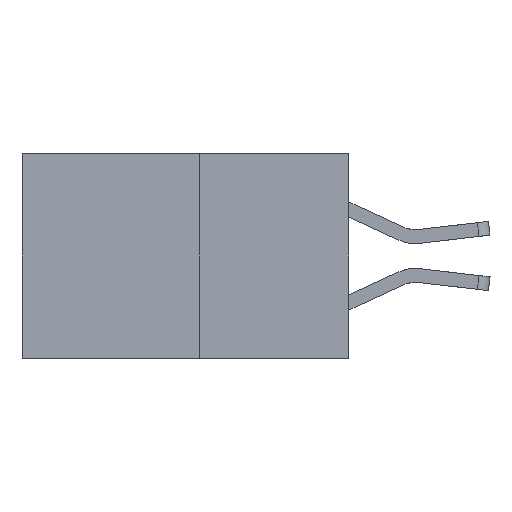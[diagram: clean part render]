
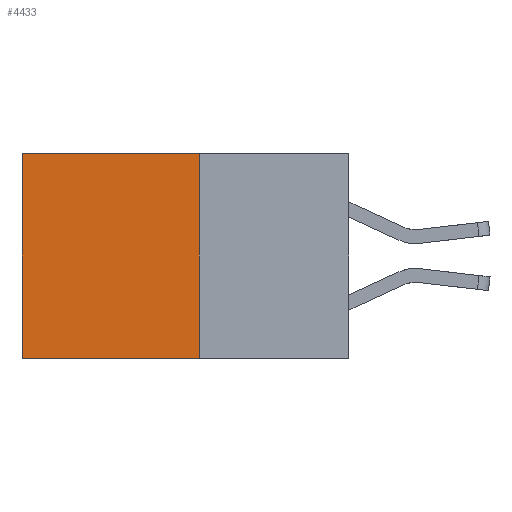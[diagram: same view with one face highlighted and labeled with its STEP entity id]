
A CAD part, left-side view. The second image highlights one B-rep face of the part: STEP entity #4433.
In plain terms, the highlighted planar face has unit normal (-1, 0, 0).
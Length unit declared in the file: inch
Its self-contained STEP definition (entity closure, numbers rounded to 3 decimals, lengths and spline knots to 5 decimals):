
#193 = DIRECTION ( 'NONE',  ( 0., 1., 0. ) ) ;
#363 = PLANE ( 'NONE',  #7080 ) ;
#396 = VECTOR ( 'NONE', #9453, 39.37008 ) ;
#624 = CARTESIAN_POINT ( 'NONE',  ( 0.277, 0.59, -0.37 ) ) ;
#732 = EDGE_CURVE ( 'NONE', #7063, #1193, #4096, .T. ) ;
#1136 = CARTESIAN_POINT ( 'NONE',  ( 0.277, 0.59, 0. ) ) ;
#1193 = VERTEX_POINT ( 'NONE', #5686 ) ;
#1416 = VECTOR ( 'NONE', #3372, 39.37008 ) ;
#1780 = LINE ( 'NONE', #5846, #5256 ) ;
#1920 = VERTEX_POINT ( 'NONE', #1136 ) ;
#1942 = FACE_OUTER_BOUND ( 'NONE', #9944, .T. ) ;
#2082 = LINE ( 'NONE', #3717, #3856 ) ;
#2306 = CARTESIAN_POINT ( 'NONE',  ( 0.277, 0.27, -0.37 ) ) ;
#2459 = DIRECTION ( 'NONE',  ( 0., 0., -1. ) ) ;
#2645 = DIRECTION ( 'NONE',  ( 1., 0., 0. ) ) ;
#3272 = ORIENTED_EDGE ( 'NONE', *, *, #4566, .F. ) ;
#3372 = DIRECTION ( 'NONE',  ( 0., 0., -1. ) ) ;
#3717 = CARTESIAN_POINT ( 'NONE',  ( 0.277, 0.27, 0. ) ) ;
#3856 = VECTOR ( 'NONE', #7664, 39.37008 ) ;
#4096 = LINE ( 'NONE', #10230, #1416 ) ;
#4433 = ADVANCED_FACE ( 'NONE', ( #1942 ), #363, .F. ) ;
#4566 = EDGE_CURVE ( 'NONE', #1193, #9842, #1780, .T. ) ;
#4613 = CARTESIAN_POINT ( 'NONE',  ( 0.277, 0.59, -0.37 ) ) ;
#5196 = EDGE_CURVE ( 'NONE', #7063, #1920, #2082, .T. ) ;
#5217 = LINE ( 'NONE', #624, #396 ) ;
#5256 = VECTOR ( 'NONE', #193, 39.37008 ) ;
#5560 = ORIENTED_EDGE ( 'NONE', *, *, #732, .F. ) ;
#5686 = CARTESIAN_POINT ( 'NONE',  ( 0.277, 0.27, -0.37 ) ) ;
#5846 = CARTESIAN_POINT ( 'NONE',  ( 0.277, 0.27, -0.37 ) ) ;
#6934 = EDGE_CURVE ( 'NONE', #1920, #9842, #5217, .T. ) ;
#7063 = VERTEX_POINT ( 'NONE', #7414 ) ;
#7080 = AXIS2_PLACEMENT_3D ( 'NONE', #2306, #2645, #2459 ) ;
#7414 = CARTESIAN_POINT ( 'NONE',  ( 0.277, 0.27, 0. ) ) ;
#7524 = ORIENTED_EDGE ( 'NONE', *, *, #5196, .T. ) ;
#7664 = DIRECTION ( 'NONE',  ( 0., 1., 0. ) ) ;
#9158 = ORIENTED_EDGE ( 'NONE', *, *, #6934, .T. ) ;
#9453 = DIRECTION ( 'NONE',  ( 0., 0., -1. ) ) ;
#9842 = VERTEX_POINT ( 'NONE', #4613 ) ;
#9944 = EDGE_LOOP ( 'NONE', ( #9158, #3272, #5560, #7524 ) ) ;
#10230 = CARTESIAN_POINT ( 'NONE',  ( 0.277, 0.27, -0.37 ) ) ;
